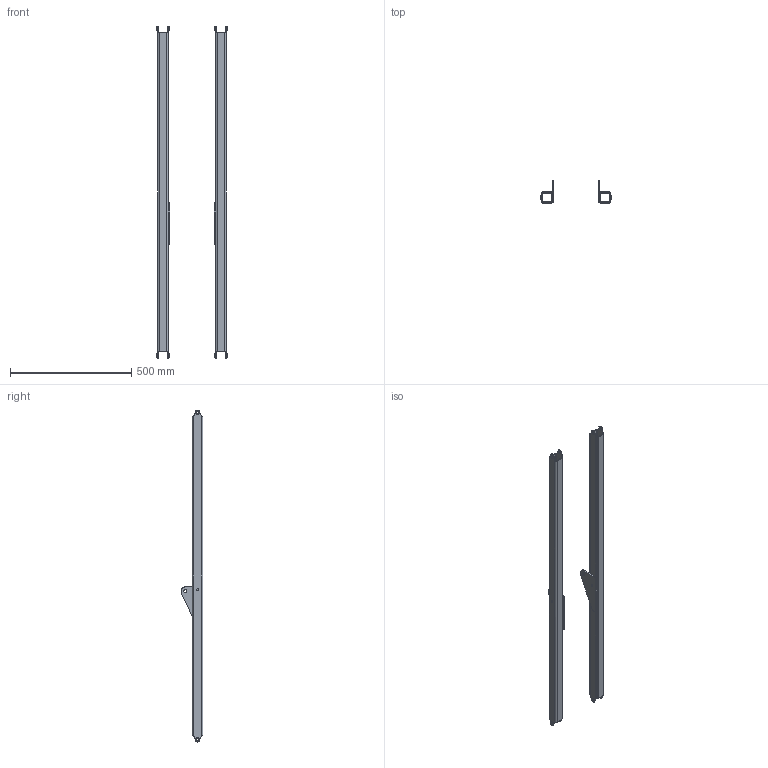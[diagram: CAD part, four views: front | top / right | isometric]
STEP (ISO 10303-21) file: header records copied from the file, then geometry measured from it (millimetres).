
FILE_DESCRIPTION( ( '' ), ' ' );
FILE_NAME( '5de74fa519f6a8154655c8d5.step', '2019-12-04T06:18:13', ( '' ), ( '' ), ' ', ' ', ' ' );
FILE_SCHEMA( ( 'AUTOMOTIVE_DESIGN { 1 0 10303 214 1 1 1 1 }' ) );
Length unit declared in the file: metre
Products named in the file (2): Part 104; Part 105
Bounding box: 289.6 x 90.71 x 1369.35 mm (x, y, z)
Volume: 1456505.7 mm3; surface area: 867119.5 mm2
Topology: 2 solids, 2 shells, 160 faces, 440 edges, 292 vertices
Faces by surface type: cylinder 78, plane 74, cone 8
Full cylindrical faces by diameter (mm): 8.89 x14, 12.7 x2, 15.24 x8
Entity records: 6346 total; most frequent: CARTESIAN_POINT 982, DIRECTION 872, ORIENTED_EDGE 792, EDGE_CURVE 396, AXIS2_PLACEMENT_3D 330, VERTEX_POINT 280, EDGE_LOOP 228, LINE 212
